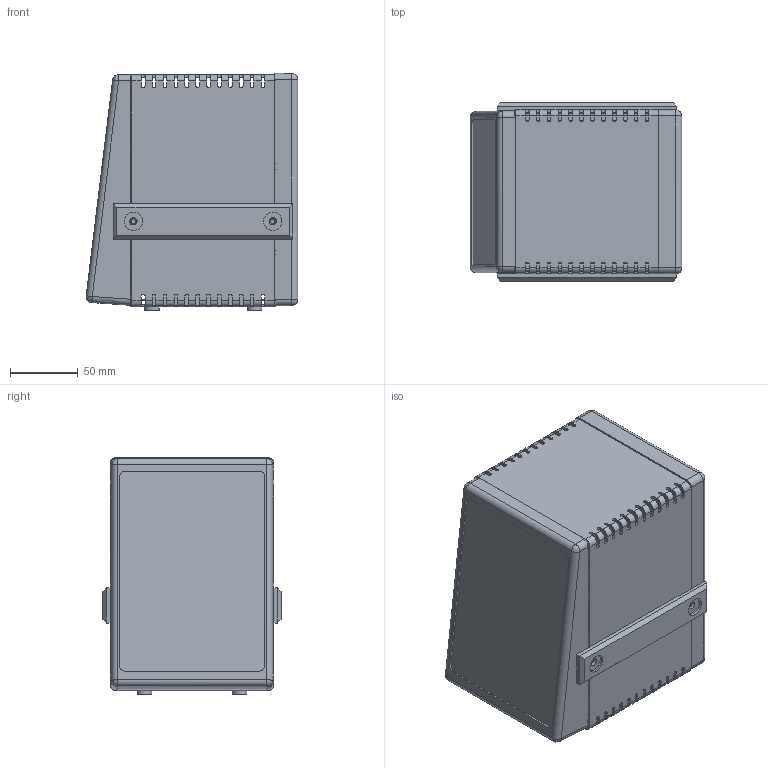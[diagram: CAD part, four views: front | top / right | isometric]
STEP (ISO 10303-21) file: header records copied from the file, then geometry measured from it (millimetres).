
FILE_DESCRIPTION(('FreeCAD Model'),'2;1');
FILE_NAME('Open CASCADE Shape Model','2025-04-29T14:03:14',('FreeCAD'),( 'FreeCAD'),'Open CASCADE STEP processor 7.6','FreeCAD','Unknown');
FILE_SCHEMA(('AUTOMOTIVE_DESIGN { 1 0 10303 214 1 1 1 1 }'));
Length unit declared in the file: millimetre
Products named in the file (1): Open CASCADE STEP translator 7.6 1
Bounding box: 155.83 x 131.35 x 174.53 mm (x, y, z)
Volume: 301112.1 mm3; surface area: 333805.5 mm2
Topology: 13 solids, 13 shells, 780 faces, 2298 edges, 1508 vertices
Faces by surface type: bspline 780
Entity records: 27926 total; most frequent: CARTESIAN_POINT 14969, ORIENTED_EDGE 4596, EDGE_CURVE 2298, VERTEX_POINT 1508, B_SPLINE_CURVE_WITH_KNOTS 1422, FACE_BOUND 992, EDGE_LOOP 992, ADVANCED_FACE 780
